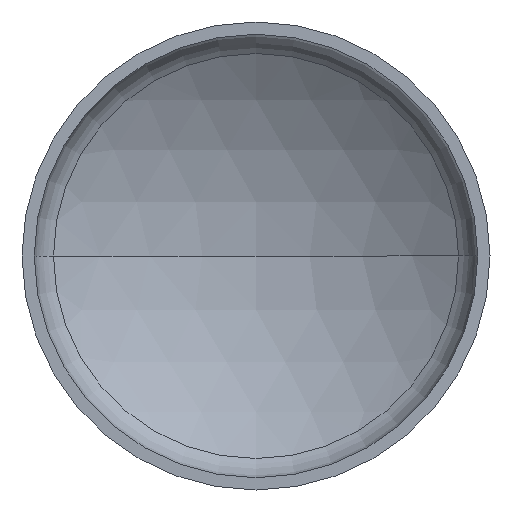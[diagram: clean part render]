
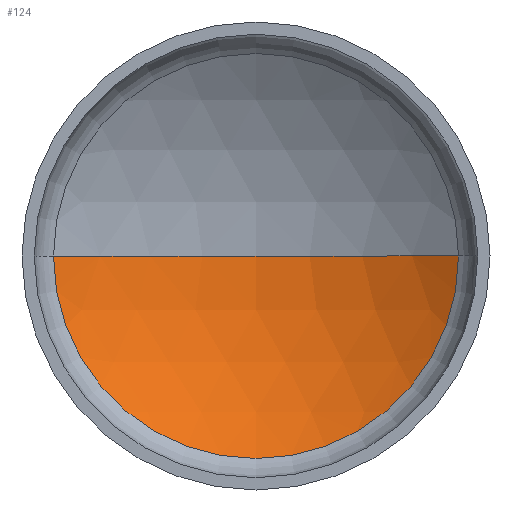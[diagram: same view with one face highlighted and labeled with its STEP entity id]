
A CAD part, front view. The second image highlights one B-rep face of the part: STEP entity #124.
In plain terms, the highlighted spherical face has radius 85.44 mm.
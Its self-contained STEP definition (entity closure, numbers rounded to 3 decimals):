
#48 = VERTEX_POINT ( 'NONE', #398 ) ;
#58 = DIRECTION ( 'NONE',  ( -1., 0., 0. ) ) ;
#63 = CARTESIAN_POINT ( 'NONE',  ( 0., -58.44, 0. ) ) ;
#82 = AXIS2_PLACEMENT_3D ( 'NONE', #63, #152, #249 ) ;
#106 = CARTESIAN_POINT ( 'NONE',  ( 0., 27., 0. ) ) ;
#108 = ORIENTED_EDGE ( 'NONE', *, *, #410, .T. ) ;
#120 = DIRECTION ( 'NONE',  ( 0., 0., -1. ) ) ;
#124 = ADVANCED_FACE ( 'NONE', ( #335 ), #179, .F. ) ;
#127 = CIRCLE ( 'NONE', #405, 85.44 ) ;
#140 = EDGE_LOOP ( 'NONE', ( #393, #108, #239 ) ) ;
#151 = CARTESIAN_POINT ( 'NONE',  ( 49.456, 11.231, 0. ) ) ;
#152 = DIRECTION ( 'NONE',  ( 0., 0., 1. ) ) ;
#155 = DIRECTION ( 'NONE',  ( 0., 1., 0. ) ) ;
#173 = AXIS2_PLACEMENT_3D ( 'NONE', #317, #155, #315 ) ;
#174 = AXIS2_PLACEMENT_3D ( 'NONE', #208, #411, #58 ) ;
#179 = SPHERICAL_SURFACE ( 'NONE', #174, 85.44 ) ;
#208 = CARTESIAN_POINT ( 'NONE',  ( 0., -58.44, 0. ) ) ;
#233 = VERTEX_POINT ( 'NONE', #106 ) ;
#239 = ORIENTED_EDGE ( 'NONE', *, *, #384, .F. ) ;
#248 = DIRECTION ( 'NONE',  ( -1., 0., 0. ) ) ;
#249 = DIRECTION ( 'NONE',  ( 1., 0., 0. ) ) ;
#278 = CARTESIAN_POINT ( 'NONE',  ( 0., -58.44, 0. ) ) ;
#304 = EDGE_CURVE ( 'NONE', #383, #48, #352, .T. ) ;
#314 = CIRCLE ( 'NONE', #82, 85.44 ) ;
#315 = DIRECTION ( 'NONE',  ( -1., 0., 0. ) ) ;
#317 = CARTESIAN_POINT ( 'NONE',  ( 0., 11.231, 0. ) ) ;
#335 = FACE_OUTER_BOUND ( 'NONE', #140, .T. ) ;
#352 = CIRCLE ( 'NONE', #173, 49.456 ) ;
#383 = VERTEX_POINT ( 'NONE', #151 ) ;
#384 = EDGE_CURVE ( 'NONE', #48, #233, #127, .T. ) ;
#393 = ORIENTED_EDGE ( 'NONE', *, *, #304, .F. ) ;
#398 = CARTESIAN_POINT ( 'NONE',  ( -49.456, 11.231, 0. ) ) ;
#405 = AXIS2_PLACEMENT_3D ( 'NONE', #278, #120, #248 ) ;
#410 = EDGE_CURVE ( 'NONE', #383, #233, #314, .T. ) ;
#411 = DIRECTION ( 'NONE',  ( 0., 0., 1. ) ) ;
